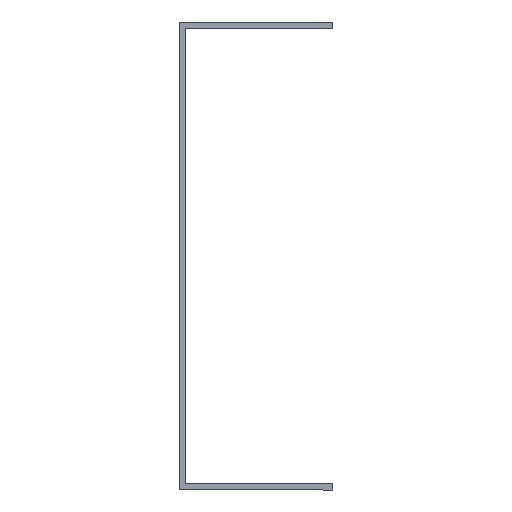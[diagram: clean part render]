
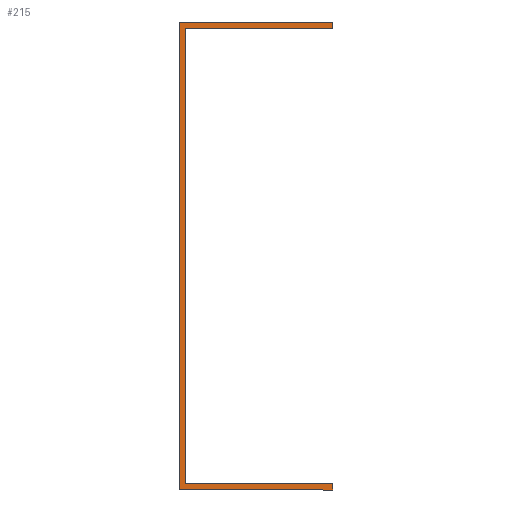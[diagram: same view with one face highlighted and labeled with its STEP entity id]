
A CAD part, left-side view. The second image highlights one B-rep face of the part: STEP entity #215.
In plain terms, the highlighted planar face has unit normal (-1, 0, 0).
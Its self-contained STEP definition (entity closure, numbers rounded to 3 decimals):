
#4 = EDGE_CURVE ( 'NONE', #214, #293, #357, .T. ) ;
#8 = VERTEX_POINT ( 'NONE', #30 ) ;
#17 = CARTESIAN_POINT ( 'NONE',  ( -1492.5, 0.7, 48. ) ) ;
#26 = DIRECTION ( 'NONE',  ( 0., 0., 1. ) ) ;
#30 = CARTESIAN_POINT ( 'NONE',  ( -1492.5, -16.15, -1.7 ) ) ;
#36 = LINE ( 'NONE', #17, #109 ) ;
#56 = DIRECTION ( 'NONE',  ( 0., 1., 0. ) ) ;
#65 = CARTESIAN_POINT ( 'NONE',  ( -1492.5, -16.15, 49. ) ) ;
#74 = LINE ( 'NONE', #187, #170 ) ;
#89 = CARTESIAN_POINT ( 'NONE',  ( -1492.5, 0., 49. ) ) ;
#90 = ORIENTED_EDGE ( 'NONE', *, *, #318, .T. ) ;
#94 = PLANE ( 'NONE',  #242 ) ;
#108 = ORIENTED_EDGE ( 'NONE', *, *, #232, .F. ) ;
#109 = VECTOR ( 'NONE', #210, 1000. ) ;
#110 = EDGE_LOOP ( 'NONE', ( #248, #340, #322, #108, #139, #285, #221, #90 ) ) ;
#116 = CARTESIAN_POINT ( 'NONE',  ( -1492.5, -16.15, -1. ) ) ;
#118 = VECTOR ( 'NONE', #280, 1000. ) ;
#121 = VECTOR ( 'NONE', #309, 1000. ) ;
#122 = VERTEX_POINT ( 'NONE', #346 ) ;
#126 = DIRECTION ( 'NONE',  ( -1., 0., 0. ) ) ;
#128 = CARTESIAN_POINT ( 'NONE',  ( -1492.5, 0., 48. ) ) ;
#131 = CARTESIAN_POINT ( 'NONE',  ( -1492.5, -16.15, -1.7 ) ) ;
#138 = CARTESIAN_POINT ( 'NONE',  ( -1492.5, 0.7, 49.7 ) ) ;
#139 = ORIENTED_EDGE ( 'NONE', *, *, #352, .F. ) ;
#145 = VECTOR ( 'NONE', #311, 1000. ) ;
#156 = CARTESIAN_POINT ( 'NONE',  ( -1492.5, 0., 49. ) ) ;
#170 = VECTOR ( 'NONE', #26, 1000. ) ;
#172 = LINE ( 'NONE', #216, #281 ) ;
#175 = VERTEX_POINT ( 'NONE', #345 ) ;
#176 = LINE ( 'NONE', #249, #118 ) ;
#187 = CARTESIAN_POINT ( 'NONE',  ( -1492.5, -16.15, -1.7 ) ) ;
#194 = VECTOR ( 'NONE', #302, 1000. ) ;
#202 = LINE ( 'NONE', #131, #194 ) ;
#210 = DIRECTION ( 'NONE',  ( 0., 0., -1. ) ) ;
#214 = VERTEX_POINT ( 'NONE', #65 ) ;
#215 = ADVANCED_FACE ( 'NONE', ( #332 ), #94, .T. ) ;
#216 = CARTESIAN_POINT ( 'NONE',  ( -1492.5, 0., -1. ) ) ;
#217 = EDGE_CURVE ( 'NONE', #348, #360, #36, .T. ) ;
#219 = LINE ( 'NONE', #253, #145 ) ;
#221 = ORIENTED_EDGE ( 'NONE', *, *, #301, .F. ) ;
#232 = EDGE_CURVE ( 'NONE', #122, #292, #172, .T. ) ;
#237 = LINE ( 'NONE', #240, #121 ) ;
#240 = CARTESIAN_POINT ( 'NONE',  ( -1492.5, 0., 48. ) ) ;
#242 = AXIS2_PLACEMENT_3D ( 'NONE', #128, #126, #323 ) ;
#248 = ORIENTED_EDGE ( 'NONE', *, *, #217, .T. ) ;
#249 = CARTESIAN_POINT ( 'NONE',  ( -1492.5, -16.15, 49.7 ) ) ;
#253 = CARTESIAN_POINT ( 'NONE',  ( -1492.5, -16.15, 49.7 ) ) ;
#271 = DIRECTION ( 'NONE',  ( 0., -1., 0. ) ) ;
#273 = EDGE_CURVE ( 'NONE', #360, #8, #202, .T. ) ;
#280 = DIRECTION ( 'NONE',  ( 0., 1., 0. ) ) ;
#281 = VECTOR ( 'NONE', #271, 1000. ) ;
#283 = VECTOR ( 'NONE', #56, 1000. ) ;
#285 = ORIENTED_EDGE ( 'NONE', *, *, #4, .F. ) ;
#292 = VERTEX_POINT ( 'NONE', #116 ) ;
#293 = VERTEX_POINT ( 'NONE', #156 ) ;
#301 = EDGE_CURVE ( 'NONE', #175, #214, #219, .T. ) ;
#302 = DIRECTION ( 'NONE',  ( 0., -1., 0. ) ) ;
#309 = DIRECTION ( 'NONE',  ( 0., 0., -1. ) ) ;
#311 = DIRECTION ( 'NONE',  ( 0., 0., -1. ) ) ;
#318 = EDGE_CURVE ( 'NONE', #175, #348, #176, .T. ) ;
#322 = ORIENTED_EDGE ( 'NONE', *, *, #327, .T. ) ;
#323 = DIRECTION ( 'NONE',  ( 0., 0., 1. ) ) ;
#327 = EDGE_CURVE ( 'NONE', #8, #292, #74, .T. ) ;
#332 = FACE_OUTER_BOUND ( 'NONE', #110, .T. ) ;
#340 = ORIENTED_EDGE ( 'NONE', *, *, #273, .T. ) ;
#341 = CARTESIAN_POINT ( 'NONE',  ( -1492.5, 0.7, -1.7 ) ) ;
#345 = CARTESIAN_POINT ( 'NONE',  ( -1492.5, -16.15, 49.7 ) ) ;
#346 = CARTESIAN_POINT ( 'NONE',  ( -1492.5, 0., -1. ) ) ;
#348 = VERTEX_POINT ( 'NONE', #138 ) ;
#352 = EDGE_CURVE ( 'NONE', #293, #122, #237, .T. ) ;
#357 = LINE ( 'NONE', #89, #283 ) ;
#360 = VERTEX_POINT ( 'NONE', #341 ) ;
